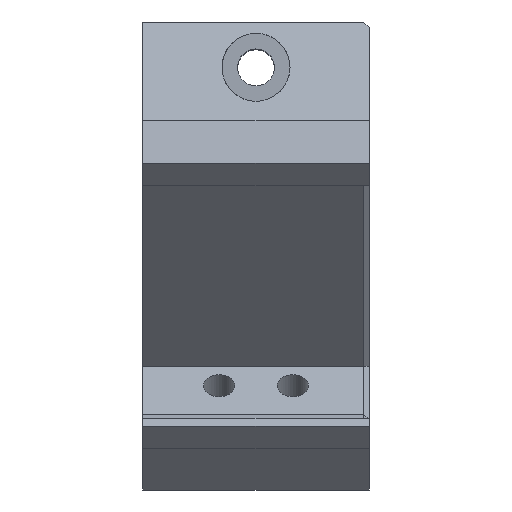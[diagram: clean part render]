
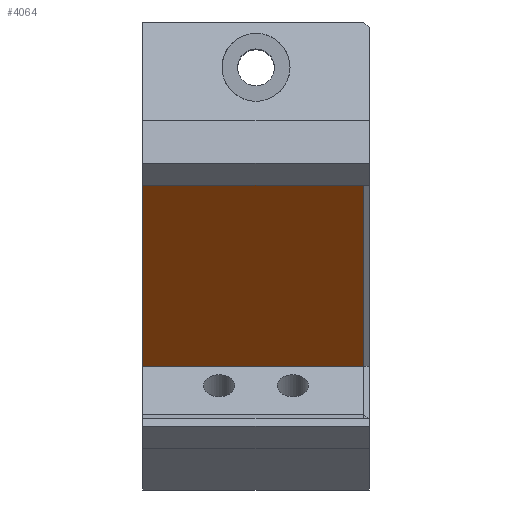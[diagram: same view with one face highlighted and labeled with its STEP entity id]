
A CAD part, top view. The second image highlights one B-rep face of the part: STEP entity #4064.
In plain terms, the highlighted planar face has unit normal (0, -0.707, 0.707).
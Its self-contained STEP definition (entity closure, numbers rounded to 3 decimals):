
#459 = PLANE('',#460);
#460 = AXIS2_PLACEMENT_3D('',#461,#462,#463);
#461 = CARTESIAN_POINT('',(9.75,-0.903,27.486));
#462 = DIRECTION('',(0.707,-0.5,0.5));
#463 = DIRECTION('',(0.,0.707,0.707)
  );
#1210 = PLANE('',#1211);
#1211 = AXIS2_PLACEMENT_3D('',#1212,#1213,#1214);
#1212 = CARTESIAN_POINT('',(-10.,4.5,21.));
#1213 = DIRECTION('',(-1.,0.,0.));
#1214 = DIRECTION('',(0.,0.,-1.));
#2378 = CYLINDRICAL_SURFACE('',#2379,3.);
#2379 = AXIS2_PLACEMENT_3D('',#2380,#2381,#2382);
#2380 = CARTESIAN_POINT('',(0.,0.5,24.));
#2381 = DIRECTION('',(0.,0.,1.));
#2382 = DIRECTION('',(1.,0.,0.));
#2586 = VERTEX_POINT('',#2587);
#2587 = CARTESIAN_POINT('',(9.5,-25.828,2.914));
#2624 = PLANE('',#2625);
#2625 = AXIS2_PLACEMENT_3D('',#2626,#2627,#2628);
#2626 = CARTESIAN_POINT('',(-10.,-25.828,2.914));
#2627 = DIRECTION('',(0.,-0.707,-0.707
    ));
#2628 = DIRECTION('',(0.,-0.707,0.707)
  );
#2689 = VERTEX_POINT('',#2690);
#2690 = CARTESIAN_POINT('',(9.5,-1.08,27.663));
#2713 = EDGE_CURVE('',#2689,#2586,#2714,.T.);
#2714 = SURFACE_CURVE('',#2715,(#2719,#2726),.PCURVE_S1.);
#2715 = LINE('',#2716,#2717);
#2716 = CARTESIAN_POINT('',(9.5,-1.08,27.663));
#2717 = VECTOR('',#2718,1.);
#2718 = DIRECTION('',(0.,-0.707,
    -0.707));
#2719 = PCURVE('',#459,#2720);
#2720 = DEFINITIONAL_REPRESENTATION('',(#2721),#2725);
#2721 = LINE('',#2722,#2723);
#2722 = CARTESIAN_POINT('',(0.,0.354));
#2723 = VECTOR('',#2724,1.);
#2724 = DIRECTION('',(-1.,0.));
#2725 = ( GEOMETRIC_REPRESENTATION_CONTEXT(2) 
PARAMETRIC_REPRESENTATION_CONTEXT() REPRESENTATION_CONTEXT('2D SPACE',''
  ) );
#2726 = PCURVE('',#2727,#2732);
#2727 = PLANE('',#2728);
#2728 = AXIS2_PLACEMENT_3D('',#2729,#2730,#2731);
#2729 = CARTESIAN_POINT('',(-10.,-1.08,27.663));
#2730 = DIRECTION('',(0.,0.707,-0.707)
  );
#2731 = DIRECTION('',(0.,-0.707,
    -0.707));
#2732 = DEFINITIONAL_REPRESENTATION('',(#2733),#2737);
#2733 = LINE('',#2734,#2735);
#2734 = CARTESIAN_POINT('',(0.,-19.5));
#2735 = VECTOR('',#2736,1.);
#2736 = DIRECTION('',(1.,0.));
#2737 = ( GEOMETRIC_REPRESENTATION_CONTEXT(2) 
PARAMETRIC_REPRESENTATION_CONTEXT() REPRESENTATION_CONTEXT('2D SPACE',''
  ) );
#2859 = PLANE('',#2860);
#2860 = AXIS2_PLACEMENT_3D('',#2861,#2862,#2863);
#2861 = CARTESIAN_POINT('',(-10.,-5.322,31.906));
#2862 = DIRECTION('',(0.,0.707,0.707)
  );
#2863 = DIRECTION('',(0.,0.707,-0.707)
  );
#3079 = VERTEX_POINT('',#3080);
#3080 = CARTESIAN_POINT('',(-10.,-25.828,2.914));
#3101 = EDGE_CURVE('',#3102,#3079,#3104,.T.);
#3102 = VERTEX_POINT('',#3103);
#3103 = CARTESIAN_POINT('',(-10.,-1.08,27.663));
#3104 = SURFACE_CURVE('',#3105,(#3109,#3116),.PCURVE_S1.);
#3105 = LINE('',#3106,#3107);
#3106 = CARTESIAN_POINT('',(-10.,-1.08,27.663));
#3107 = VECTOR('',#3108,1.);
#3108 = DIRECTION('',(0.,-0.707,
    -0.707));
#3109 = PCURVE('',#1210,#3110);
#3110 = DEFINITIONAL_REPRESENTATION('',(#3111),#3115);
#3111 = LINE('',#3112,#3113);
#3112 = CARTESIAN_POINT('',(-6.663,5.58));
#3113 = VECTOR('',#3114,1.);
#3114 = DIRECTION('',(0.707,0.707));
#3115 = ( GEOMETRIC_REPRESENTATION_CONTEXT(2) 
PARAMETRIC_REPRESENTATION_CONTEXT() REPRESENTATION_CONTEXT('2D SPACE',''
  ) );
#3116 = PCURVE('',#2727,#3117);
#3117 = DEFINITIONAL_REPRESENTATION('',(#3118),#3122);
#3118 = LINE('',#3119,#3120);
#3119 = CARTESIAN_POINT('',(0.,0.));
#3120 = VECTOR('',#3121,1.);
#3121 = DIRECTION('',(1.,0.));
#3122 = ( GEOMETRIC_REPRESENTATION_CONTEXT(2) 
PARAMETRIC_REPRESENTATION_CONTEXT() REPRESENTATION_CONTEXT('2D SPACE',''
  ) );
#3872 = EDGE_CURVE('',#3873,#3875,#3877,.T.);
#3873 = VERTEX_POINT('',#3874);
#3874 = CARTESIAN_POINT('',(2.55,-1.08,
    27.663));
#3875 = VERTEX_POINT('',#3876);
#3876 = CARTESIAN_POINT('',(-2.55,-1.08,
    27.663));
#3877 = SURFACE_CURVE('',#3878,(#3883,#3898),.PCURVE_S1.);
#3878 = ELLIPSE('',#3879,4.243,3.);
#3879 = AXIS2_PLACEMENT_3D('',#3880,#3881,#3882);
#3880 = CARTESIAN_POINT('',(0.,0.5,29.243));
#3881 = DIRECTION('',(0.,0.707,-0.707)
  );
#3882 = DIRECTION('',(0.,0.707,0.707)
  );
#3883 = PCURVE('',#2378,#3884);
#3884 = DEFINITIONAL_REPRESENTATION('',(#3885),#3897);
#3885 = B_SPLINE_CURVE_WITH_KNOTS('',10,(#3886,#3887,#3888,#3889,#3890,
    #3891,#3892,#3893,#3894,#3895,#3896),.UNSPECIFIED.,.F.,.F.,(11,11),(
    1.268,5.016),.PIECEWISE_BEZIER_KNOTS.);
#3886 = CARTESIAN_POINT('',(6.586,6.139));
#3887 = CARTESIAN_POINT('',(6.212,5.065));
#3888 = CARTESIAN_POINT('',(5.837,3.852));
#3889 = CARTESIAN_POINT('',(5.462,2.709));
#3890 = CARTESIAN_POINT('',(5.087,1.88));
#3891 = CARTESIAN_POINT('',(4.712,1.574));
#3892 = CARTESIAN_POINT('',(4.338,1.88));
#3893 = CARTESIAN_POINT('',(3.963,2.709));
#3894 = CARTESIAN_POINT('',(3.588,3.852));
#3895 = CARTESIAN_POINT('',(3.213,5.065));
#3896 = CARTESIAN_POINT('',(2.838,6.139));
#3897 = ( GEOMETRIC_REPRESENTATION_CONTEXT(2) 
PARAMETRIC_REPRESENTATION_CONTEXT() REPRESENTATION_CONTEXT('2D SPACE',''
  ) );
#3898 = PCURVE('',#2727,#3899);
#3899 = DEFINITIONAL_REPRESENTATION('',(#3900),#3904);
#3900 = ELLIPSE('',#3901,4.243,3.);
#3901 = AXIS2_PLACEMENT_2D('',#3902,#3903);
#3902 = CARTESIAN_POINT('',(-2.234,-10.));
#3903 = DIRECTION('',(-1.,0.));
#3904 = ( GEOMETRIC_REPRESENTATION_CONTEXT(2) 
PARAMETRIC_REPRESENTATION_CONTEXT() REPRESENTATION_CONTEXT('2D SPACE',''
  ) );
#3937 = EDGE_CURVE('',#3079,#2586,#3938,.T.);
#3938 = SURFACE_CURVE('',#3939,(#3943,#3950),.PCURVE_S1.);
#3939 = LINE('',#3940,#3941);
#3940 = CARTESIAN_POINT('',(-10.,-25.828,2.914));
#3941 = VECTOR('',#3942,1.);
#3942 = DIRECTION('',(1.,0.,0.));
#3943 = PCURVE('',#2624,#3944);
#3944 = DEFINITIONAL_REPRESENTATION('',(#3945),#3949);
#3945 = LINE('',#3946,#3947);
#3946 = CARTESIAN_POINT('',(0.,0.));
#3947 = VECTOR('',#3948,1.);
#3948 = DIRECTION('',(0.,-1.));
#3949 = ( GEOMETRIC_REPRESENTATION_CONTEXT(2) 
PARAMETRIC_REPRESENTATION_CONTEXT() REPRESENTATION_CONTEXT('2D SPACE',''
  ) );
#3950 = PCURVE('',#2727,#3951);
#3951 = DEFINITIONAL_REPRESENTATION('',(#3952),#3956);
#3952 = LINE('',#3953,#3954);
#3953 = CARTESIAN_POINT('',(35.,0.));
#3954 = VECTOR('',#3955,1.);
#3955 = DIRECTION('',(0.,-1.));
#3956 = ( GEOMETRIC_REPRESENTATION_CONTEXT(2) 
PARAMETRIC_REPRESENTATION_CONTEXT() REPRESENTATION_CONTEXT('2D SPACE',''
  ) );
#4064 = ADVANCED_FACE('',(#4065),#2727,.F.);
#4065 = FACE_BOUND('',#4066,.F.);
#4066 = EDGE_LOOP('',(#4067,#4068,#4069,#4090,#4091,#4112));
#4067 = ORIENTED_EDGE('',*,*,#3937,.F.);
#4068 = ORIENTED_EDGE('',*,*,#3101,.F.);
#4069 = ORIENTED_EDGE('',*,*,#4070,.T.);
#4070 = EDGE_CURVE('',#3102,#3875,#4071,.T.);
#4071 = SURFACE_CURVE('',#4072,(#4076,#4083),.PCURVE_S1.);
#4072 = LINE('',#4073,#4074);
#4073 = CARTESIAN_POINT('',(-10.,-1.08,27.663));
#4074 = VECTOR('',#4075,1.);
#4075 = DIRECTION('',(1.,0.,0.));
#4076 = PCURVE('',#2727,#4077);
#4077 = DEFINITIONAL_REPRESENTATION('',(#4078),#4082);
#4078 = LINE('',#4079,#4080);
#4079 = CARTESIAN_POINT('',(-0.,0.));
#4080 = VECTOR('',#4081,1.);
#4081 = DIRECTION('',(0.,-1.));
#4082 = ( GEOMETRIC_REPRESENTATION_CONTEXT(2) 
PARAMETRIC_REPRESENTATION_CONTEXT() REPRESENTATION_CONTEXT('2D SPACE',''
  ) );
#4083 = PCURVE('',#2859,#4084);
#4084 = DEFINITIONAL_REPRESENTATION('',(#4085),#4089);
#4085 = LINE('',#4086,#4087);
#4086 = CARTESIAN_POINT('',(6.,0.));
#4087 = VECTOR('',#4088,1.);
#4088 = DIRECTION('',(0.,-1.));
#4089 = ( GEOMETRIC_REPRESENTATION_CONTEXT(2) 
PARAMETRIC_REPRESENTATION_CONTEXT() REPRESENTATION_CONTEXT('2D SPACE',''
  ) );
#4090 = ORIENTED_EDGE('',*,*,#3872,.F.);
#4091 = ORIENTED_EDGE('',*,*,#4092,.T.);
#4092 = EDGE_CURVE('',#3873,#2689,#4093,.T.);
#4093 = SURFACE_CURVE('',#4094,(#4098,#4105),.PCURVE_S1.);
#4094 = LINE('',#4095,#4096);
#4095 = CARTESIAN_POINT('',(-10.,-1.08,27.663));
#4096 = VECTOR('',#4097,1.);
#4097 = DIRECTION('',(1.,0.,0.));
#4098 = PCURVE('',#2727,#4099);
#4099 = DEFINITIONAL_REPRESENTATION('',(#4100),#4104);
#4100 = LINE('',#4101,#4102);
#4101 = CARTESIAN_POINT('',(-0.,0.));
#4102 = VECTOR('',#4103,1.);
#4103 = DIRECTION('',(0.,-1.));
#4104 = ( GEOMETRIC_REPRESENTATION_CONTEXT(2) 
PARAMETRIC_REPRESENTATION_CONTEXT() REPRESENTATION_CONTEXT('2D SPACE',''
  ) );
#4105 = PCURVE('',#2859,#4106);
#4106 = DEFINITIONAL_REPRESENTATION('',(#4107),#4111);
#4107 = LINE('',#4108,#4109);
#4108 = CARTESIAN_POINT('',(6.,0.));
#4109 = VECTOR('',#4110,1.);
#4110 = DIRECTION('',(0.,-1.));
#4111 = ( GEOMETRIC_REPRESENTATION_CONTEXT(2) 
PARAMETRIC_REPRESENTATION_CONTEXT() REPRESENTATION_CONTEXT('2D SPACE',''
  ) );
#4112 = ORIENTED_EDGE('',*,*,#2713,.T.);
